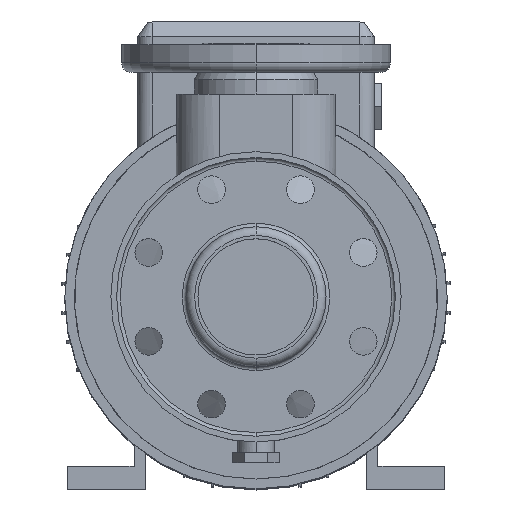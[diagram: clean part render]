
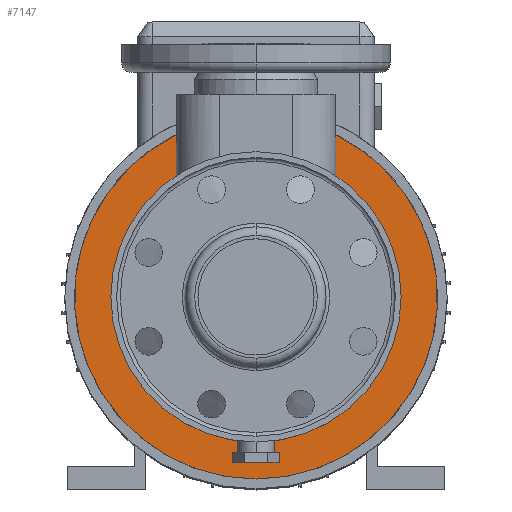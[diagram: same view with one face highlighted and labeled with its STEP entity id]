
A CAD part, top view. The second image highlights one B-rep face of the part: STEP entity #7147.
In plain terms, the highlighted planar face has unit normal (0, 0, 1).
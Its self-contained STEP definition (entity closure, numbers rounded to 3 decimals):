
#62 = CIRCLE ( 'NONE', #2199, 97. ) ;
#296 = AXIS2_PLACEMENT_3D ( 'NONE', #10162, #8148, #11981 ) ;
#297 = LINE ( 'NONE', #12818, #8936 ) ;
#299 = CARTESIAN_POINT ( 'NONE',  ( 0., 0., -58. ) ) ;
#427 = DIRECTION ( 'NONE',  ( 0., -1., 0. ) ) ;
#742 = CARTESIAN_POINT ( 'NONE',  ( 0., 0., -58. ) ) ;
#852 = CARTESIAN_POINT ( 'NONE',  ( 0., -125., -58. ) ) ;
#1436 = VERTEX_POINT ( 'NONE', #9959 ) ;
#1440 = ORIENTED_EDGE ( 'NONE', *, *, #7410, .F. ) ;
#1512 = VERTEX_POINT ( 'NONE', #852 ) ;
#1879 = DIRECTION ( 'NONE',  ( 0., -1., 0. ) ) ;
#2082 = EDGE_CURVE ( 'NONE', #1512, #6812, #3835, .T. ) ;
#2199 = AXIS2_PLACEMENT_3D ( 'NONE', #7895, #2902, #4041 ) ;
#2294 = DIRECTION ( 'NONE',  ( 0., 1., 0. ) ) ;
#2621 = AXIS2_PLACEMENT_3D ( 'NONE', #11531, #10457, #2294 ) ;
#2690 = ORIENTED_EDGE ( 'NONE', *, *, #9128, .T. ) ;
#2854 = VERTEX_POINT ( 'NONE', #10077 ) ;
#2902 = DIRECTION ( 'NONE',  ( 0., 0., 1. ) ) ;
#3252 = EDGE_CURVE ( 'NONE', #7104, #1436, #9897, .T. ) ;
#3381 = CARTESIAN_POINT ( 'NONE',  ( -55., 79.9, -58. ) ) ;
#3763 = ORIENTED_EDGE ( 'NONE', *, *, #3252, .F. ) ;
#3835 = CIRCLE ( 'NONE', #7714, 125. ) ;
#4041 = DIRECTION ( 'NONE',  ( 0., -1., 0. ) ) ;
#4668 = ORIENTED_EDGE ( 'NONE', *, *, #9810, .F. ) ;
#5259 = VECTOR ( 'NONE', #11239, 1000. ) ;
#6389 = CARTESIAN_POINT ( 'NONE',  ( -55., 112.25, -58. ) ) ;
#6670 = EDGE_LOOP ( 'NONE', ( #4668, #1440, #3763, #2690, #6774, #7008 ) ) ;
#6774 = ORIENTED_EDGE ( 'NONE', *, *, #9116, .T. ) ;
#6812 = VERTEX_POINT ( 'NONE', #8145 ) ;
#7008 = ORIENTED_EDGE ( 'NONE', *, *, #2082, .T. ) ;
#7104 = VERTEX_POINT ( 'NONE', #3381 ) ;
#7133 = CARTESIAN_POINT ( 'NONE',  ( -55., -131.702, -58. ) ) ;
#7147 = ADVANCED_FACE ( 'NONE', ( #7493 ), #10392, .F. ) ;
#7410 = EDGE_CURVE ( 'NONE', #1436, #2854, #62, .T. ) ;
#7493 = FACE_OUTER_BOUND ( 'NONE', #6670, .T. ) ;
#7647 = DIRECTION ( 'NONE',  ( 0., 1., 0. ) ) ;
#7714 = AXIS2_PLACEMENT_3D ( 'NONE', #742, #7962, #1879 ) ;
#7895 = CARTESIAN_POINT ( 'NONE',  ( 0., 0., -58. ) ) ;
#7962 = DIRECTION ( 'NONE',  ( 0., 0., 1. ) ) ;
#7988 = VERTEX_POINT ( 'NONE', #6389 ) ;
#8145 = CARTESIAN_POINT ( 'NONE',  ( 55., 112.25, -58. ) ) ;
#8148 = DIRECTION ( 'NONE',  ( 0., 0., 1. ) ) ;
#8597 = DIRECTION ( 'NONE',  ( 0., 0., 1. ) ) ;
#8936 = VECTOR ( 'NONE', #7647, 1000. ) ;
#9116 = EDGE_CURVE ( 'NONE', #7988, #1512, #10842, .T. ) ;
#9128 = EDGE_CURVE ( 'NONE', #7104, #7988, #12249, .T. ) ;
#9810 = EDGE_CURVE ( 'NONE', #2854, #6812, #297, .T. ) ;
#9897 = CIRCLE ( 'NONE', #13113, 97. ) ;
#9959 = CARTESIAN_POINT ( 'NONE',  ( 0., -97., -58. ) ) ;
#10077 = CARTESIAN_POINT ( 'NONE',  ( 55., 79.9, -58. ) ) ;
#10162 = CARTESIAN_POINT ( 'NONE',  ( 0., 0., -58. ) ) ;
#10392 = PLANE ( 'NONE',  #2621 ) ;
#10457 = DIRECTION ( 'NONE',  ( 0., 0., -1. ) ) ;
#10842 = CIRCLE ( 'NONE', #296, 125. ) ;
#11239 = DIRECTION ( 'NONE',  ( 0., 1., 0. ) ) ;
#11531 = CARTESIAN_POINT ( 'NONE',  ( 0., 97., -58. ) ) ;
#11981 = DIRECTION ( 'NONE',  ( 0., -1., 0. ) ) ;
#12249 = LINE ( 'NONE', #7133, #5259 ) ;
#12818 = CARTESIAN_POINT ( 'NONE',  ( 55., -131.702, -58. ) ) ;
#13113 = AXIS2_PLACEMENT_3D ( 'NONE', #299, #8597, #427 ) ;
